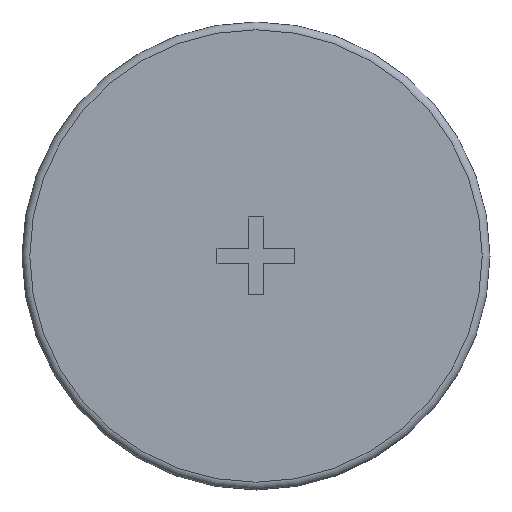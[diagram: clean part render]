
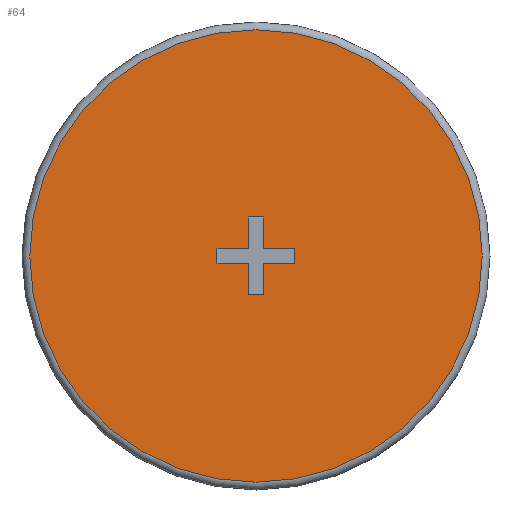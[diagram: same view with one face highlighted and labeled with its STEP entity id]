
A CAD part, front view. The second image highlights one B-rep face of the part: STEP entity #64.
In plain terms, the highlighted planar face has unit normal (0, -1, 0).
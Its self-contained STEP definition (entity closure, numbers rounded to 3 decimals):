
#64 = ADVANCED_FACE( '', ( #145, #146 ), #147, .F. );
#145 = FACE_BOUND( '', #244, .T. );
#146 = FACE_OUTER_BOUND( '', #245, .T. );
#147 = PLANE( '', #246 );
#244 = EDGE_LOOP( '', ( #363, #364, #365, #366, #367, #368, #369, #370, #371, #372, #373, #374 ) );
#245 = EDGE_LOOP( '', ( #375 ) );
#246 = AXIS2_PLACEMENT_3D( '', #376, #377, #378 );
#363 = ORIENTED_EDGE( '', *, *, #578, .T. );
#364 = ORIENTED_EDGE( '', *, *, #579, .F. );
#365 = ORIENTED_EDGE( '', *, *, #580, .T. );
#366 = ORIENTED_EDGE( '', *, *, #581, .T. );
#367 = ORIENTED_EDGE( '', *, *, #564, .T. );
#368 = ORIENTED_EDGE( '', *, *, #582, .T. );
#369 = ORIENTED_EDGE( '', *, *, #583, .T. );
#370 = ORIENTED_EDGE( '', *, *, #569, .T. );
#371 = ORIENTED_EDGE( '', *, *, #559, .T. );
#372 = ORIENTED_EDGE( '', *, *, #584, .T. );
#373 = ORIENTED_EDGE( '', *, *, #585, .T. );
#374 = ORIENTED_EDGE( '', *, *, #586, .T. );
#375 = ORIENTED_EDGE( '', *, *, #587, .T. );
#376 = CARTESIAN_POINT( '', ( 14.5, 0., 0. ) );
#377 = DIRECTION( '', ( 0., 1., 0. ) );
#378 = DIRECTION( '', ( 0., 0., 1. ) );
#559 = EDGE_CURVE( '', #655, #656, #657, .T. );
#564 = EDGE_CURVE( '', #664, #665, #666, .T. );
#569 = EDGE_CURVE( '', #673, #655, #674, .T. );
#578 = EDGE_CURVE( '', #687, #688, #689, .T. );
#579 = EDGE_CURVE( '', #690, #688, #691, .T. );
#580 = EDGE_CURVE( '', #690, #692, #693, .T. );
#581 = EDGE_CURVE( '', #692, #664, #694, .T. );
#582 = EDGE_CURVE( '', #665, #695, #696, .T. );
#583 = EDGE_CURVE( '', #695, #673, #697, .T. );
#584 = EDGE_CURVE( '', #656, #698, #699, .T. );
#585 = EDGE_CURVE( '', #698, #700, #701, .T. );
#586 = EDGE_CURVE( '', #700, #687, #702, .T. );
#587 = EDGE_CURVE( '', #703, #703, #704, .T. );
#655 = VERTEX_POINT( '', #793 );
#656 = VERTEX_POINT( '', #794 );
#657 = LINE( '', #795, #796 );
#664 = VERTEX_POINT( '', #806 );
#665 = VERTEX_POINT( '', #807 );
#666 = LINE( '', #808, #809 );
#673 = VERTEX_POINT( '', #819 );
#674 = LINE( '', #820, #821 );
#687 = VERTEX_POINT( '', #836 );
#688 = VERTEX_POINT( '', #837 );
#689 = LINE( '', #838, #839 );
#690 = VERTEX_POINT( '', #840 );
#691 = LINE( '', #841, #842 );
#692 = VERTEX_POINT( '', #843 );
#693 = LINE( '', #844, #845 );
#694 = LINE( '', #846, #847 );
#695 = VERTEX_POINT( '', #848 );
#696 = LINE( '', #849, #850 );
#697 = LINE( '', #851, #852 );
#698 = VERTEX_POINT( '', #853 );
#699 = LINE( '', #854, #855 );
#700 = VERTEX_POINT( '', #856 );
#701 = LINE( '', #857, #858 );
#702 = LINE( '', #859, #860 );
#703 = VERTEX_POINT( '', #861 );
#704 = CIRCLE( '', #862, 14.5 );
#793 = CARTESIAN_POINT( '', ( -2.5, 0., 0.5 ) );
#794 = CARTESIAN_POINT( '', ( -0.5, 0., 0.5 ) );
#795 = CARTESIAN_POINT( '', ( -2.5, 0., 0.5 ) );
#796 = VECTOR( '', #966, 1000. );
#806 = CARTESIAN_POINT( '', ( 0.5, 0., -2.5 ) );
#807 = CARTESIAN_POINT( '', ( -0.5, 0., -2.5 ) );
#808 = CARTESIAN_POINT( '', ( 0.5, 0., -2.5 ) );
#809 = VECTOR( '', #970, 1000. );
#819 = CARTESIAN_POINT( '', ( -2.5, 0., -0.5 ) );
#820 = CARTESIAN_POINT( '', ( -2.5, 0., -0.5 ) );
#821 = VECTOR( '', #974, 1000. );
#836 = CARTESIAN_POINT( '', ( 0.5, 0., 0.5 ) );
#837 = CARTESIAN_POINT( '', ( 2.5, 0., 0.5 ) );
#838 = CARTESIAN_POINT( '', ( 0.5, 0., 0.5 ) );
#839 = VECTOR( '', #986, 1000. );
#840 = CARTESIAN_POINT( '', ( 2.5, 0., -0.5 ) );
#841 = CARTESIAN_POINT( '', ( 2.5, 0., 0. ) );
#842 = VECTOR( '', #987, 1000. );
#843 = CARTESIAN_POINT( '', ( 0.5, 0., -0.5 ) );
#844 = CARTESIAN_POINT( '', ( 2.5, 0., -0.5 ) );
#845 = VECTOR( '', #988, 1000. );
#846 = CARTESIAN_POINT( '', ( 0.5, 0., -0.5 ) );
#847 = VECTOR( '', #989, 1000. );
#848 = CARTESIAN_POINT( '', ( -0.5, 0., -0.5 ) );
#849 = CARTESIAN_POINT( '', ( -0.5, 0., -2.5 ) );
#850 = VECTOR( '', #990, 1000. );
#851 = CARTESIAN_POINT( '', ( -0.5, 0., -0.5 ) );
#852 = VECTOR( '', #991, 1000. );
#853 = CARTESIAN_POINT( '', ( -0.5, 0., 2.5 ) );
#854 = CARTESIAN_POINT( '', ( -0.5, 0., 0.5 ) );
#855 = VECTOR( '', #992, 1000. );
#856 = CARTESIAN_POINT( '', ( 0.5, 0., 2.5 ) );
#857 = CARTESIAN_POINT( '', ( -0.5, 0., 2.5 ) );
#858 = VECTOR( '', #993, 1000. );
#859 = CARTESIAN_POINT( '', ( 0.5, 0., 2.5 ) );
#860 = VECTOR( '', #994, 1000. );
#861 = CARTESIAN_POINT( '', ( 0., 0., -14.5 ) );
#862 = AXIS2_PLACEMENT_3D( '', #995, #996, #997 );
#966 = DIRECTION( '', ( 1., 0., 0. ) );
#970 = DIRECTION( '', ( -1., 0., 0. ) );
#974 = DIRECTION( '', ( 0., 0., 1. ) );
#986 = DIRECTION( '', ( 1., 0., 0. ) );
#987 = DIRECTION( '', ( 0., 0., 1. ) );
#988 = DIRECTION( '', ( -1., 0., 0. ) );
#989 = DIRECTION( '', ( 0., 0., -1. ) );
#990 = DIRECTION( '', ( 0., 0., 1. ) );
#991 = DIRECTION( '', ( -1., 0., 0. ) );
#992 = DIRECTION( '', ( 0., 0., 1. ) );
#993 = DIRECTION( '', ( 1., 0., 0. ) );
#994 = DIRECTION( '', ( 0., 0., -1. ) );
#995 = CARTESIAN_POINT( '', ( 0., 0., 0. ) );
#996 = DIRECTION( '', ( 0., -1., 0. ) );
#997 = DIRECTION( '', ( 0., 0., -1. ) );
